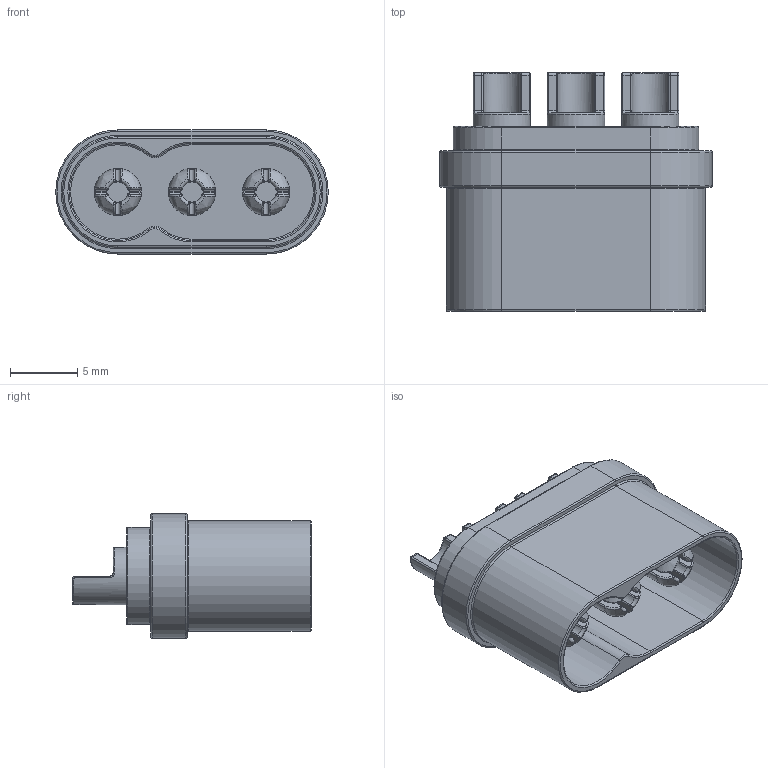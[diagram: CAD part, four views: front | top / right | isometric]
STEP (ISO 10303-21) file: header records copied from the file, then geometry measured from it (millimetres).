
FILE_DESCRIPTION(/* description */ (''),/* implementation_level */ '2;1');
FILE_NAME(/* name */ 'Amass MR60-M.step',/* time_stamp */ '2021-09-29T05:46:39+06:00',/* author */ ('danil'),/* organization */ (''),/* preprocessor_version */ 'ST-DEVELOPER v18.1',/* originating_system */ 'Autodesk Inventor 2021',/* authorisation */ '');
FILE_SCHEMA (('AUTOMOTIVE_DESIGN { 1 0 10303 214 3 1 1 }'));
Length unit declared in the file: millimetre
Products named in the file (3): Amass MR60-M; Plug; Pin
Assembly tree (4 placements, depth 2):
  Amass MR60-M
    Plug
    Pin  x3
Bounding box: 20.2 x 17.7 x 9.2 mm (x, y, z)
Volume: 989.4 mm3; surface area: 2371.6 mm2
Topology: 4 solids, 4 shells, 414 faces, 981 edges, 576 vertices
Faces by surface type: cylinder 148, bspline 138, torus 64, plane 61, cone 3
Full cylindrical faces by diameter (mm): 2.75 x3, 3.5 x6, 4.25 x3
Entity records: 7164 total; most frequent: CARTESIAN_POINT 2836, ORIENTED_EDGE 886, DIRECTION 881, EDGE_CURVE 443, AXIS2_PLACEMENT_3D 375, VERTEX_POINT 260, CIRCLE 222, EDGE_LOOP 203
